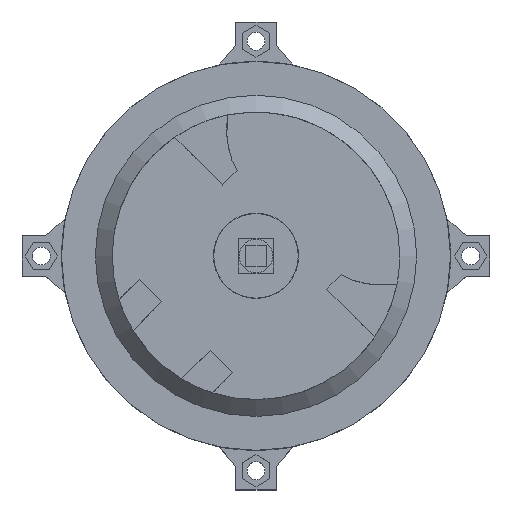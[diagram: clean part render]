
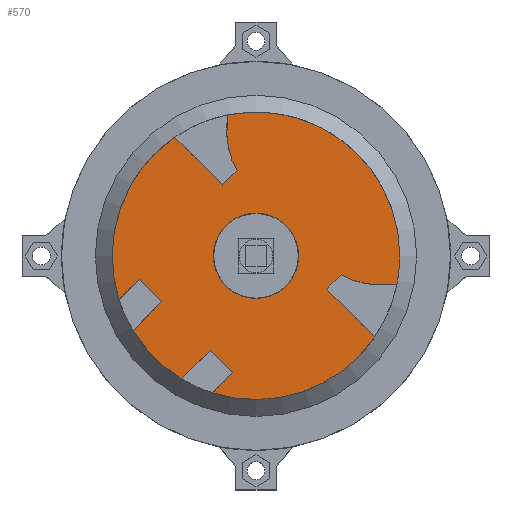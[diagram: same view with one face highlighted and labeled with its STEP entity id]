
A CAD part, top view. The second image highlights one B-rep face of the part: STEP entity #570.
In plain terms, the highlighted planar face has unit normal (0, 0, 1).
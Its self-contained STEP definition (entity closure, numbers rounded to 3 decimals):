
#72 = VERTEX_POINT('',#73);
#73 = CARTESIAN_POINT('',(-8.37,41.668,24.));
#74 = VERTEX_POINT('',#75);
#75 = CARTESIAN_POINT('',(-23.982,35.087,24.));
#157 = VERTEX_POINT('',#158);
#158 = CARTESIAN_POINT('',(42.5,0.,24.));
#163 = EDGE_CURVE('',#157,#72,#164,.T.);
#164 = CIRCLE('',#165,42.5);
#165 = AXIS2_PLACEMENT_3D('',#166,#167,#168);
#166 = CARTESIAN_POINT('',(0.,0.,24.));
#167 = DIRECTION('',(0.,0.,1.));
#168 = DIRECTION('',(1.,0.,0.));
#171 = EDGE_CURVE('',#74,#172,#174,.T.);
#172 = VERTEX_POINT('',#173);
#173 = CARTESIAN_POINT('',(-40.495,-12.9,24.));
#174 = CIRCLE('',#175,42.5);
#175 = AXIS2_PLACEMENT_3D('',#176,#177,#178);
#176 = CARTESIAN_POINT('',(0.,0.,24.));
#177 = DIRECTION('',(0.,0.,1.));
#178 = DIRECTION('',(1.,0.,0.));
#198 = VERTEX_POINT('',#199);
#199 = CARTESIAN_POINT('',(-36.36,-22.005,24.));
#205 = EDGE_CURVE('',#198,#206,#208,.T.);
#206 = VERTEX_POINT('',#207);
#207 = CARTESIAN_POINT('',(-22.005,-36.36,24.));
#208 = CIRCLE('',#209,42.5);
#209 = AXIS2_PLACEMENT_3D('',#210,#211,#212);
#210 = CARTESIAN_POINT('',(0.,0.,24.));
#211 = DIRECTION('',(0.,0.,1.));
#212 = DIRECTION('',(1.,0.,0.));
#232 = VERTEX_POINT('',#233);
#233 = CARTESIAN_POINT('',(-12.9,-40.495,24.));
#239 = EDGE_CURVE('',#232,#240,#242,.T.);
#240 = VERTEX_POINT('',#241);
#241 = CARTESIAN_POINT('',(35.087,-23.982,24.));
#242 = CIRCLE('',#243,42.5);
#243 = AXIS2_PLACEMENT_3D('',#244,#245,#246);
#244 = CARTESIAN_POINT('',(0.,0.,24.));
#245 = DIRECTION('',(0.,0.,1.));
#246 = DIRECTION('',(1.,0.,0.));
#300 = VERTEX_POINT('',#301);
#301 = CARTESIAN_POINT('',(41.668,-8.366,24.));
#307 = EDGE_CURVE('',#300,#157,#308,.T.);
#308 = CIRCLE('',#309,42.5);
#309 = AXIS2_PLACEMENT_3D('',#310,#311,#312);
#310 = CARTESIAN_POINT('',(0.,0.,24.));
#311 = DIRECTION('',(0.,0.,1.));
#312 = DIRECTION('',(1.,0.,0.));
#324 = VERTEX_POINT('',#325);
#325 = CARTESIAN_POINT('',(-9.84,20.945,24.));
#340 = EDGE_CURVE('',#324,#74,#341,.T.);
#341 = LINE('',#342,#343);
#342 = CARTESIAN_POINT('',(-9.84,20.945,24.));
#343 = VECTOR('',#344,1.);
#344 = DIRECTION('',(-0.707,0.707,0.));
#389 = EDGE_CURVE('',#390,#72,#392,.T.);
#390 = VERTEX_POINT('',#391);
#391 = CARTESIAN_POINT('',(-5.597,25.188,24.));
#392 = B_SPLINE_CURVE_WITH_KNOTS('',2,(#393,#394,#395),.UNSPECIFIED.,.F.
  ,.F.,(3,3),(0.,1.),.PIECEWISE_BEZIER_KNOTS.);
#393 = CARTESIAN_POINT('',(-5.597,25.188,24.));
#394 = CARTESIAN_POINT('',(-9.597,31.938,24.));
#395 = CARTESIAN_POINT('',(-8.37,41.668,24.));
#570 = ADVANCED_FACE('',(#571,#652),#663,.T.);
#571 = FACE_BOUND('',#572,.T.);
#572 = EDGE_LOOP('',(#573,#574,#575,#576,#582,#583,#584,#592,#600,#606,
    #607,#615,#623,#629,#630,#638,#646));
#573 = ORIENTED_EDGE('',*,*,#307,.T.);
#574 = ORIENTED_EDGE('',*,*,#163,.T.);
#575 = ORIENTED_EDGE('',*,*,#389,.F.);
#576 = ORIENTED_EDGE('',*,*,#577,.F.);
#577 = EDGE_CURVE('',#324,#390,#578,.T.);
#578 = LINE('',#579,#580);
#579 = CARTESIAN_POINT('',(-9.84,20.945,24.));
#580 = VECTOR('',#581,1.);
#581 = DIRECTION('',(0.707,0.707,0.));
#582 = ORIENTED_EDGE('',*,*,#340,.T.);
#583 = ORIENTED_EDGE('',*,*,#171,.T.);
#584 = ORIENTED_EDGE('',*,*,#585,.F.);
#585 = EDGE_CURVE('',#586,#172,#588,.T.);
#586 = VERTEX_POINT('',#587);
#587 = CARTESIAN_POINT('',(-34.494,-6.9,24.));
#588 = LINE('',#589,#590);
#589 = CARTESIAN_POINT('',(-34.494,-6.9,24.));
#590 = VECTOR('',#591,1.);
#591 = DIRECTION('',(-0.707,-0.707,0.));
#592 = ORIENTED_EDGE('',*,*,#593,.F.);
#593 = EDGE_CURVE('',#594,#586,#596,.T.);
#594 = VERTEX_POINT('',#595);
#595 = CARTESIAN_POINT('',(-27.874,-13.52,24.));
#596 = LINE('',#597,#598);
#597 = CARTESIAN_POINT('',(-27.874,-13.52,24.));
#598 = VECTOR('',#599,1.);
#599 = DIRECTION('',(-0.707,0.707,0.));
#600 = ORIENTED_EDGE('',*,*,#601,.F.);
#601 = EDGE_CURVE('',#198,#594,#602,.T.);
#602 = LINE('',#603,#604);
#603 = CARTESIAN_POINT('',(-36.36,-22.005,24.));
#604 = VECTOR('',#605,1.);
#605 = DIRECTION('',(0.707,0.707,0.));
#606 = ORIENTED_EDGE('',*,*,#205,.T.);
#607 = ORIENTED_EDGE('',*,*,#608,.T.);
#608 = EDGE_CURVE('',#206,#609,#611,.T.);
#609 = VERTEX_POINT('',#610);
#610 = CARTESIAN_POINT('',(-13.52,-27.874,24.));
#611 = LINE('',#612,#613);
#612 = CARTESIAN_POINT('',(-22.005,-36.36,24.));
#613 = VECTOR('',#614,1.);
#614 = DIRECTION('',(0.707,0.707,0.));
#615 = ORIENTED_EDGE('',*,*,#616,.T.);
#616 = EDGE_CURVE('',#609,#617,#619,.T.);
#617 = VERTEX_POINT('',#618);
#618 = CARTESIAN_POINT('',(-6.9,-34.494,24.));
#619 = LINE('',#620,#621);
#620 = CARTESIAN_POINT('',(-13.52,-27.874,24.));
#621 = VECTOR('',#622,1.);
#622 = DIRECTION('',(0.707,-0.707,0.));
#623 = ORIENTED_EDGE('',*,*,#624,.T.);
#624 = EDGE_CURVE('',#617,#232,#625,.T.);
#625 = LINE('',#626,#627);
#626 = CARTESIAN_POINT('',(-6.9,-34.494,24.));
#627 = VECTOR('',#628,1.);
#628 = DIRECTION('',(-0.707,-0.707,0.));
#629 = ORIENTED_EDGE('',*,*,#239,.T.);
#630 = ORIENTED_EDGE('',*,*,#631,.F.);
#631 = EDGE_CURVE('',#632,#240,#634,.T.);
#632 = VERTEX_POINT('',#633);
#633 = CARTESIAN_POINT('',(20.945,-9.84,24.));
#634 = LINE('',#635,#636);
#635 = CARTESIAN_POINT('',(20.945,-9.84,24.));
#636 = VECTOR('',#637,1.);
#637 = DIRECTION('',(0.707,-0.707,0.));
#638 = ORIENTED_EDGE('',*,*,#639,.T.);
#639 = EDGE_CURVE('',#632,#640,#642,.T.);
#640 = VERTEX_POINT('',#641);
#641 = CARTESIAN_POINT('',(25.188,-5.597,24.));
#642 = LINE('',#643,#644);
#643 = CARTESIAN_POINT('',(20.945,-9.84,24.));
#644 = VECTOR('',#645,1.);
#645 = DIRECTION('',(0.707,0.707,0.));
#646 = ORIENTED_EDGE('',*,*,#647,.T.);
#647 = EDGE_CURVE('',#640,#300,#648,.T.);
#648 = B_SPLINE_CURVE_WITH_KNOTS('',2,(#649,#650,#651),.UNSPECIFIED.,.F.
  ,.F.,(3,3),(0.,1.),.PIECEWISE_BEZIER_KNOTS.);
#649 = CARTESIAN_POINT('',(25.188,-5.597,24.));
#650 = CARTESIAN_POINT('',(31.938,-9.597,24.));
#651 = CARTESIAN_POINT('',(41.668,-8.366,24.));
#652 = FACE_BOUND('',#653,.T.);
#653 = EDGE_LOOP('',(#654));
#654 = ORIENTED_EDGE('',*,*,#655,.F.);
#655 = EDGE_CURVE('',#656,#656,#658,.T.);
#656 = VERTEX_POINT('',#657);
#657 = CARTESIAN_POINT('',(12.6,0.,24.));
#658 = CIRCLE('',#659,12.6);
#659 = AXIS2_PLACEMENT_3D('',#660,#661,#662);
#660 = CARTESIAN_POINT('',(0.,0.,24.));
#661 = DIRECTION('',(0.,0.,1.));
#662 = DIRECTION('',(1.,0.,0.));
#663 = PLANE('',#664);
#664 = AXIS2_PLACEMENT_3D('',#665,#666,#667);
#665 = CARTESIAN_POINT('',(0.,0.,24.));
#666 = DIRECTION('',(0.,0.,1.));
#667 = DIRECTION('',(1.,0.,0.));
